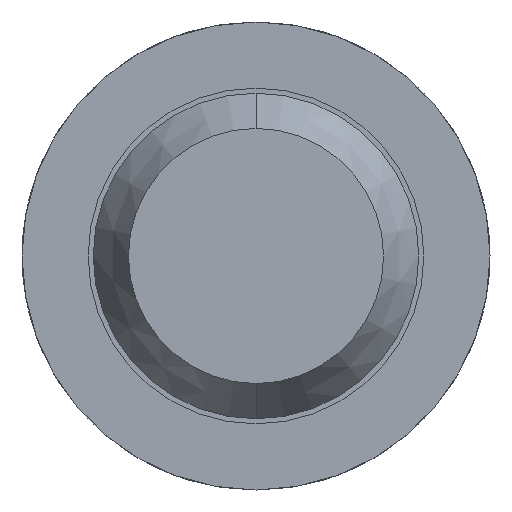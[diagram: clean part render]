
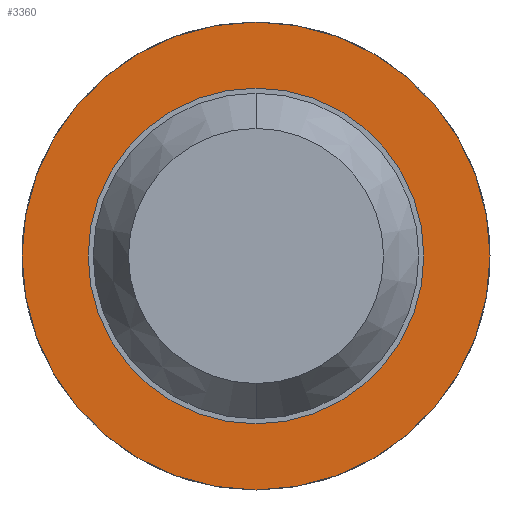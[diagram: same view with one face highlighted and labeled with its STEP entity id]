
A CAD part, front view. The second image highlights one B-rep face of the part: STEP entity #3360.
In plain terms, the highlighted planar face has unit normal (0, -1, 0).
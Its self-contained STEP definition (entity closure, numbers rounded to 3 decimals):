
#96 = DIRECTION ( 'NONE',  ( 0., 1., 0. ) ) ;
#142 = CARTESIAN_POINT ( 'NONE',  ( 0., -1.7, 1.15 ) ) ;
#155 = VERTEX_POINT ( 'NONE', #1655 ) ;
#188 = DIRECTION ( 'NONE',  ( 0., 1., 0. ) ) ;
#217 = DIRECTION ( 'NONE',  ( 0., 1., 0. ) ) ;
#376 = ORIENTED_EDGE ( 'NONE', *, *, #1611, .T. ) ;
#378 = CARTESIAN_POINT ( 'NONE',  ( 0., -1.7, 0.825 ) ) ;
#544 = VERTEX_POINT ( 'NONE', #2267 ) ;
#768 = CARTESIAN_POINT ( 'NONE',  ( 0., -1.7, 0. ) ) ;
#773 = EDGE_CURVE ( 'Defeature ausgef�hrt1_0+Defeature ausgef�hrt1_7+Defeature ausgef�hrt1_7+Defeature ausgef�hrt1_7', #544, #2280, #2165, .T. ) ;
#778 = EDGE_CURVE ( 'Defeature ausgef�hrt1_0+Defeature ausgef�hrt1_7+Defeature ausgef�hrt1_7+Defeature ausgef�hrt1_7', #2280, #544, #3182, .T. ) ;
#984 = CARTESIAN_POINT ( 'NONE',  ( 0., -1.7, 0. ) ) ;
#1025 = EDGE_CURVE ( 'Defeature ausgef�hrt1_7+Defeature ausgef�hrt1_6+Defeature ausgef�hrt1_6+Defeature ausgef�hrt1_6', #155, #3175, #2246, .T. ) ;
#1068 = AXIS2_PLACEMENT_3D ( 'NONE', #1900, #217, #2205 ) ;
#1263 = DIRECTION ( 'NONE',  ( 0., 1., 0. ) ) ;
#1319 = EDGE_LOOP ( 'NONE', ( #376, #2364 ) ) ;
#1611 = EDGE_CURVE ( 'Defeature ausgef�hrt1_7+Defeature ausgef�hrt1_6+Defeature ausgef�hrt1_6+Defeature ausgef�hrt1_6', #3175, #155, #2783, .T. ) ;
#1625 = DIRECTION ( 'NONE',  ( 0., 1., 0. ) ) ;
#1655 = CARTESIAN_POINT ( 'NONE',  ( 0., -1.7, -0.825 ) ) ;
#1770 = EDGE_LOOP ( 'NONE', ( #3606, #3563 ) ) ;
#1778 = DIRECTION ( 'NONE',  ( 0., 0., 1. ) ) ;
#1900 = CARTESIAN_POINT ( 'NONE',  ( 0., -1.7, 0. ) ) ;
#1948 = AXIS2_PLACEMENT_3D ( 'NONE', #3147, #96, #1778 ) ;
#2165 = CIRCLE ( 'NONE', #2216, 1.15 ) ;
#2169 = DIRECTION ( 'NONE',  ( 0., 0., 1. ) ) ;
#2205 = DIRECTION ( 'NONE',  ( 0., 0., 1. ) ) ;
#2216 = AXIS2_PLACEMENT_3D ( 'NONE', #2606, #1263, #2357 ) ;
#2246 = CIRCLE ( 'NONE', #1068, 0.825 ) ;
#2267 = CARTESIAN_POINT ( 'NONE',  ( 0., -1.7, -1.15 ) ) ;
#2280 = VERTEX_POINT ( 'NONE', #142 ) ;
#2357 = DIRECTION ( 'NONE',  ( 0., 0., 1. ) ) ;
#2364 = ORIENTED_EDGE ( 'NONE', *, *, #1025, .T. ) ;
#2386 = AXIS2_PLACEMENT_3D ( 'NONE', #768, #1625, #2746 ) ;
#2399 = AXIS2_PLACEMENT_3D ( 'NONE', #984, #188, #2169 ) ;
#2415 = FACE_BOUND ( 'NONE', #1319, .T. ) ;
#2606 = CARTESIAN_POINT ( 'NONE',  ( 0., -1.7, 0. ) ) ;
#2746 = DIRECTION ( 'NONE',  ( 0., 0., 1. ) ) ;
#2783 = CIRCLE ( 'NONE', #2386, 0.825 ) ;
#2901 = PLANE ( 'NONE',  #1948 ) ;
#3147 = CARTESIAN_POINT ( 'NONE',  ( 0.825, -1.7, 0. ) ) ;
#3175 = VERTEX_POINT ( 'NONE', #378 ) ;
#3182 = CIRCLE ( 'NONE', #2399, 1.15 ) ;
#3360 = ADVANCED_FACE ( 'Defeature ausgef�hrt1_7', ( #3483, #2415 ), #2901, .F. ) ;
#3483 = FACE_OUTER_BOUND ( 'NONE', #1770, .T. ) ;
#3563 = ORIENTED_EDGE ( 'NONE', *, *, #773, .F. ) ;
#3606 = ORIENTED_EDGE ( 'NONE', *, *, #778, .F. ) ;
